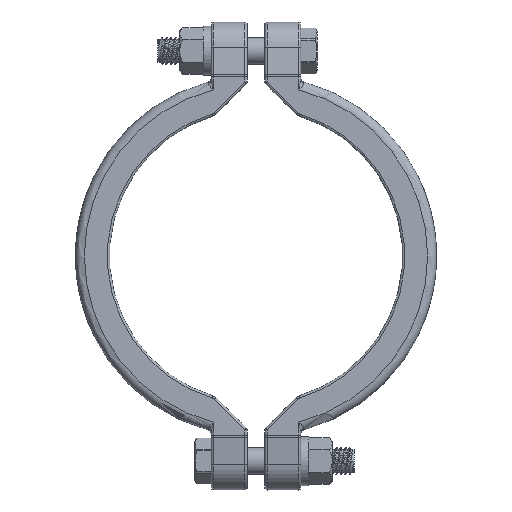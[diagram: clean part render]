
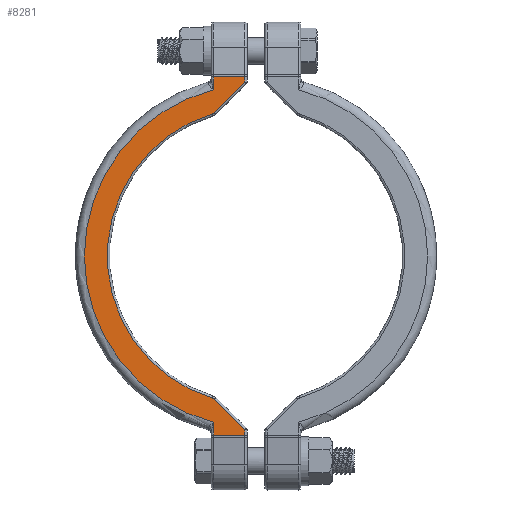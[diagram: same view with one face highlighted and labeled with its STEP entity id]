
A CAD part, left-side view. The second image highlights one B-rep face of the part: STEP entity #8281.
In plain terms, the highlighted planar face has unit normal (-1, 0, 0).
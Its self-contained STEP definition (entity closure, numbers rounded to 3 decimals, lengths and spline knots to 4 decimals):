
#271=LINE($,#14324,#784);
#272=LINE($,#14327,#785);
#289=LINE($,#14389,#802);
#290=LINE($,#14393,#803);
#291=LINE($,#14395,#804);
#292=LINE($,#14397,#805);
#293=LINE($,#14405,#806);
#294=LINE($,#14406,#807);
#784=VECTOR($,#9734,0.1805);
#785=VECTOR($,#9737,0.1805);
#802=VECTOR($,#9806,0.44);
#803=VECTOR($,#9811,0.44);
#804=VECTOR($,#9812,0.0731);
#805=VECTOR($,#9813,0.6079);
#806=VECTOR($,#9820,0.6079);
#807=VECTOR($,#9821,0.0731);
#1710=PLANE($,#8906);
#2054=FACE_OUTER_BOUND($,#2613,.T.);
#2613=EDGE_LOOP($,(#5849,#5850,#5851,#5852,#5853,#5854,#5855,#5856,#5857,
#5858,#5859,#5860));
#3161=CIRCLE($,#8831,2.405);
#3219=CIRCLE($,#8907,0.06);
#3220=CIRCLE($,#8908,2.084);
#3221=CIRCLE($,#8909,0.06);
#3507=VERTEX_POINT($,#11788);
#3510=VERTEX_POINT($,#11813);
#3663=VERTEX_POINT($,#14322);
#3664=VERTEX_POINT($,#14326);
#3683=VERTEX_POINT($,#14388);
#3684=VERTEX_POINT($,#14392);
#3685=VERTEX_POINT($,#14394);
#3686=VERTEX_POINT($,#14396);
#3687=VERTEX_POINT($,#14398);
#3688=VERTEX_POINT($,#14400);
#3689=VERTEX_POINT($,#14402);
#3690=VERTEX_POINT($,#14404);
#4300=EDGE_CURVE($,#3507,#3510,#3161,.T.);
#4462=EDGE_CURVE($,#3663,#3510,#271,.T.);
#4463=EDGE_CURVE($,#3507,#3664,#272,.T.);
#4494=EDGE_CURVE($,#3664,#3683,#289,.T.);
#4496=EDGE_CURVE($,#3684,#3663,#290,.T.);
#4497=EDGE_CURVE($,#3685,#3684,#291,.T.);
#4498=EDGE_CURVE($,#3686,#3685,#292,.T.);
#4499=EDGE_CURVE($,#3687,#3686,#3219,.T.);
#4500=EDGE_CURVE($,#3688,#3687,#3220,.T.);
#4501=EDGE_CURVE($,#3689,#3688,#3221,.T.);
#4502=EDGE_CURVE($,#3690,#3689,#293,.T.);
#4503=EDGE_CURVE($,#3683,#3690,#294,.T.);
#5849=ORIENTED_EDGE($,*,*,#4463,.F.);
#5850=ORIENTED_EDGE($,*,*,#4300,.T.);
#5851=ORIENTED_EDGE($,*,*,#4462,.F.);
#5852=ORIENTED_EDGE($,*,*,#4496,.F.);
#5853=ORIENTED_EDGE($,*,*,#4497,.F.);
#5854=ORIENTED_EDGE($,*,*,#4498,.F.);
#5855=ORIENTED_EDGE($,*,*,#4499,.F.);
#5856=ORIENTED_EDGE($,*,*,#4500,.F.);
#5857=ORIENTED_EDGE($,*,*,#4501,.F.);
#5858=ORIENTED_EDGE($,*,*,#4502,.F.);
#5859=ORIENTED_EDGE($,*,*,#4503,.F.);
#5860=ORIENTED_EDGE($,*,*,#4494,.F.);
#8281=ADVANCED_FACE($,(#2054),#1710,.T.);
#8831=AXIS2_PLACEMENT_3D($,#11822,#9616,#9617);
#8906=AXIS2_PLACEMENT_3D($,#14391,#9809,#9810);
#8907=AXIS2_PLACEMENT_3D($,#14399,#9814,#9815);
#8908=AXIS2_PLACEMENT_3D($,#14401,#9816,#9817);
#8909=AXIS2_PLACEMENT_3D($,#14403,#9818,#9819);
#9616=DIRECTION('center_axis',(-1.,0.,0.));
#9617=DIRECTION('ref_axis',(0.,0.,-1.));
#9734=DIRECTION($,(0.,0.,1.));
#9737=DIRECTION($,(0.,0.,1.));
#9806=DIRECTION($,(0.,-1.,0.));
#9809=DIRECTION('center_axis',(-1.,0.,0.));
#9810=DIRECTION('ref_axis',(0.,0.,1.));
#9811=DIRECTION($,(0.,1.,0.));
#9812=DIRECTION($,(0.,0.,-1.));
#9813=DIRECTION($,(0.,-0.707,-0.707));
#9814=DIRECTION('center_axis',(1.,0.,0.));
#9815=DIRECTION('ref_axis',(0.,-0.515,0.857));
#9816=DIRECTION('center_axis',(-1.,0.,0.));
#9817=DIRECTION('ref_axis',(0.,1.,0.));
#9818=DIRECTION('center_axis',(1.,0.,0.));
#9819=DIRECTION('ref_axis',(0.,-0.515,-0.857));
#9820=DIRECTION($,(0.,0.707,-0.707));
#9821=DIRECTION($,(0.,0.,-1.));
#11788=CARTESIAN_POINT('',(-0.455,0.595,2.3302));
#11813=CARTESIAN_POINT('',(-0.455,0.595,-2.3302));
#11822=CARTESIAN_POINT('Origin',(-0.455,0.,0.));
#14322=CARTESIAN_POINT('',(-0.455,0.595,-2.5107));
#14324=CARTESIAN_POINT($,(-0.455,0.595,-1.4141));
#14326=CARTESIAN_POINT('',(-0.455,0.595,2.5107));
#14327=CARTESIAN_POINT($,(-0.455,0.595,1.4141));
#14388=CARTESIAN_POINT('',(-0.455,0.155,2.5107));
#14389=CARTESIAN_POINT($,(-0.455,1.2085,2.5107));
#14391=CARTESIAN_POINT('Origin',(-0.455,2.292,0.));
#14392=CARTESIAN_POINT('',(-0.455,0.155,-2.5107));
#14393=CARTESIAN_POINT($,(-0.455,1.2085,-2.5107));
#14394=CARTESIAN_POINT('',(-0.455,0.155,-2.4376));
#14395=CARTESIAN_POINT($,(-0.455,0.155,1.265));
#14396=CARTESIAN_POINT('',(-0.455,0.5849,-2.0078));
#14397=CARTESIAN_POINT($,(-0.455,1.8568,-0.7359));
#14398=CARTESIAN_POINT('',(-0.455,0.6097,-1.9928));
#14399=CARTESIAN_POINT('Origin',(-0.455,0.6273,-2.0502));
#14400=CARTESIAN_POINT('',(-0.455,0.6097,1.9928));
#14401=CARTESIAN_POINT('Origin',(-0.455,0.,0.));
#14402=CARTESIAN_POINT('',(-0.455,0.5849,2.0078));
#14403=CARTESIAN_POINT('Origin',(-0.455,0.6273,2.0502));
#14404=CARTESIAN_POINT('',(-0.455,0.155,2.4376));
#14405=CARTESIAN_POINT($,(-0.455,1.2943,1.2984));
#14406=CARTESIAN_POINT($,(-0.455,0.155,1.265));
